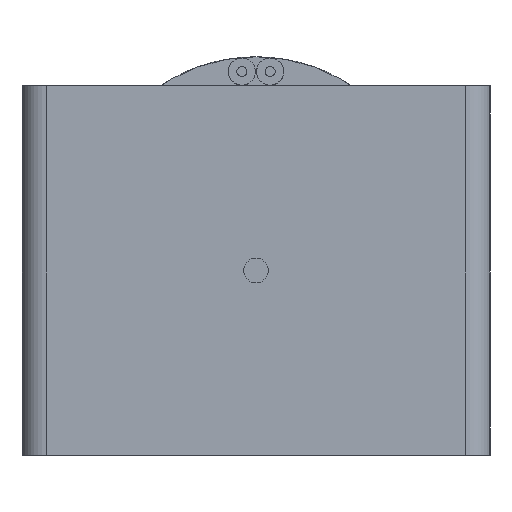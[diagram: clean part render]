
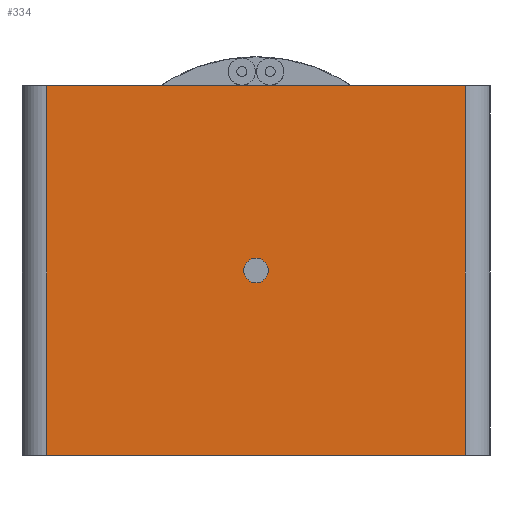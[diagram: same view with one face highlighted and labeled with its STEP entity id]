
A CAD part, left-side view. The second image highlights one B-rep face of the part: STEP entity #334.
In plain terms, the highlighted planar face has unit normal (-1, 0, 0).
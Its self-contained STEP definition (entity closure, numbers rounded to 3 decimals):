
#334 = ADVANCED_FACE( '', ( #672, #673 ), #674, .T. );
#672 = FACE_BOUND( '', #1029, .T. );
#673 = FACE_OUTER_BOUND( '', #1030, .T. );
#674 = PLANE( '', #1031 );
#1029 = EDGE_LOOP( '', ( #1615 ) );
#1030 = EDGE_LOOP( '', ( #1616, #1617, #1618, #1619 ) );
#1031 = AXIS2_PLACEMENT_3D( '', #1620, #1621, #1622 );
#1615 = ORIENTED_EDGE( '', *, *, #1958, .F. );
#1616 = ORIENTED_EDGE( '', *, *, #2158, .F. );
#1617 = ORIENTED_EDGE( '', *, *, #1984, .F. );
#1618 = ORIENTED_EDGE( '', *, *, #2142, .T. );
#1619 = ORIENTED_EDGE( '', *, *, #2031, .T. );
#1620 = CARTESIAN_POINT( '', ( 0., -17., 15. ) );
#1621 = DIRECTION( '', ( -1., 0., 0. ) );
#1622 = DIRECTION( '', ( 0., -1., 0. ) );
#1958 = EDGE_CURVE( '', #2265, #2265, #2266, .T. );
#1984 = EDGE_CURVE( '', #2311, #2307, #2313, .T. );
#2031 = EDGE_CURVE( '', #2392, #2389, #2393, .T. );
#2142 = EDGE_CURVE( '', #2311, #2392, #2561, .T. );
#2158 = EDGE_CURVE( '', #2307, #2389, #2583, .T. );
#2265 = VERTEX_POINT( '', #2711 );
#2266 = CIRCLE( '', #2712, 1. );
#2307 = VERTEX_POINT( '', #2763 );
#2311 = VERTEX_POINT( '', #2768 );
#2313 = LINE( '', #2770, #2771 );
#2389 = VERTEX_POINT( '', #2918 );
#2392 = VERTEX_POINT( '', #2921 );
#2393 = LINE( '', #2922, #2923 );
#2561 = LINE( '', #3194, #3195 );
#2583 = LINE( '', #3222, #3223 );
#2711 = CARTESIAN_POINT( '', ( 0., -1., 0. ) );
#2712 = AXIS2_PLACEMENT_3D( '', #3363, #3364, #3365 );
#2763 = CARTESIAN_POINT( '', ( 0., -17., -15. ) );
#2768 = CARTESIAN_POINT( '', ( 0., -17., 15. ) );
#2770 = CARTESIAN_POINT( '', ( 0., -17., 15. ) );
#2771 = VECTOR( '', #3404, 1000. );
#2918 = CARTESIAN_POINT( '', ( 0., 17., -15. ) );
#2921 = CARTESIAN_POINT( '', ( 0., 17., 15. ) );
#2922 = CARTESIAN_POINT( '', ( 0., 17., 15. ) );
#2923 = VECTOR( '', #3475, 1000. );
#3194 = CARTESIAN_POINT( '', ( 0., -17., 15. ) );
#3195 = VECTOR( '', #3618, 1000. );
#3222 = CARTESIAN_POINT( '', ( 0., -17., -15. ) );
#3223 = VECTOR( '', #3636, 1000. );
#3363 = CARTESIAN_POINT( '', ( 0., 0., 0. ) );
#3364 = DIRECTION( '', ( -1., 0., 0. ) );
#3365 = DIRECTION( '', ( 0., -1., 0. ) );
#3404 = DIRECTION( '', ( 0., 0., -1. ) );
#3475 = DIRECTION( '', ( 0., 0., -1. ) );
#3618 = DIRECTION( '', ( 0., 1., 0. ) );
#3636 = DIRECTION( '', ( 0., 1., 0. ) );
